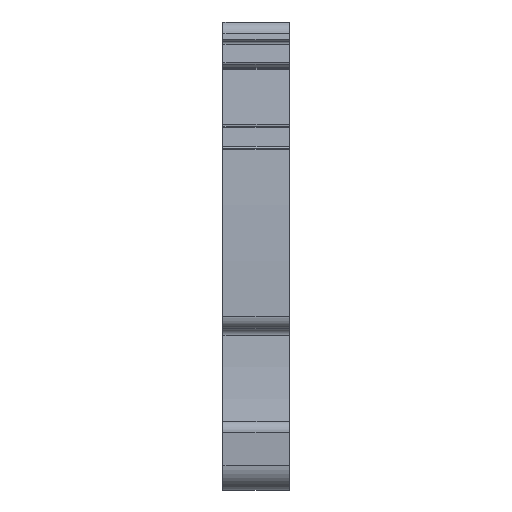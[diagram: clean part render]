
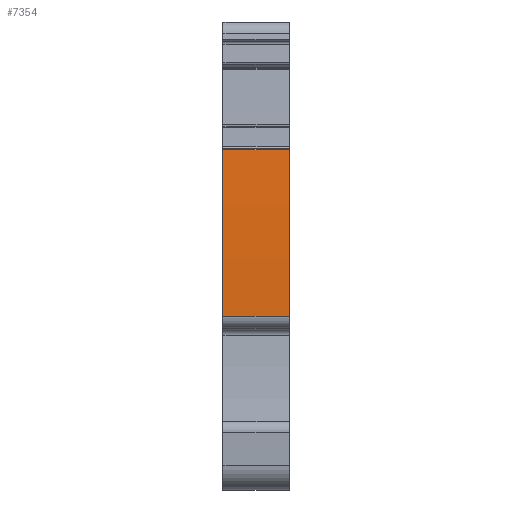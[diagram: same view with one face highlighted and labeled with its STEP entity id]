
A CAD part, front view. The second image highlights one B-rep face of the part: STEP entity #7354.
In plain terms, the highlighted cylindrical face has radius 154.9 mm (diameter 309.8 mm), a partial arc.
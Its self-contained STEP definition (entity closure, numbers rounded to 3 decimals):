
#1500=AXIS2_PLACEMENT_3D('Circle Axis2P3D',#1498,#1499,$) ;
#1507=AXIS2_PLACEMENT_3D('Circle Axis2P3D',#1505,#1506,$) ;
#4355=AXIS2_PLACEMENT_3D('Circle Axis2P3D',#4353,#4354,$) ;
#4362=AXIS2_PLACEMENT_3D('Circle Axis2P3D',#4360,#4361,$) ;
#6687=AXIS2_PLACEMENT_3D('Cylinder Axis2P3D',#6684,#6685,#6686) ;
#1495=CARTESIAN_POINT('Vertex',(5.1,1.761,26.266)) ;
#1498=CARTESIAN_POINT('Axis2P3D Location',(5.1,156.386,17.05)) ;
#1502=CARTESIAN_POINT('Vertex',(5.1,1.528,13.45)) ;
#1505=CARTESIAN_POINT('Axis2P3D Location',(5.1,156.238,17.047)) ;
#1509=CARTESIAN_POINT('Vertex',(5.1,1.529,13.427)) ;
#4350=CARTESIAN_POINT('Vertex',(0.,1.529,13.427)) ;
#4353=CARTESIAN_POINT('Axis2P3D Location',(0.,2.529,13.45)) ;
#4357=CARTESIAN_POINT('Vertex',(0.,1.528,13.45)) ;
#4360=CARTESIAN_POINT('Axis2P3D Location',(0.,156.386,17.05)) ;
#4364=CARTESIAN_POINT('Vertex',(0.,1.761,26.266)) ;
#6684=CARTESIAN_POINT('Axis2P3D Location',(2.55,156.386,17.05)) ;
#7327=CARTESIAN_POINT('Line Origine',(2.55,1.761,26.266)) ;
#7341=CARTESIAN_POINT('Line Origine',(2.55,1.529,13.427)) ;
#1499=DIRECTION('Axis2P3D Direction',(1.,0.,0.)) ;
#1506=DIRECTION('Axis2P3D Direction',(1.,0.,0.)) ;
#4354=DIRECTION('Axis2P3D Direction',(1.,0.,0.)) ;
#4361=DIRECTION('Axis2P3D Direction',(1.,0.,0.)) ;
#6685=DIRECTION('Axis2P3D Direction',(1.,0.,0.)) ;
#6686=DIRECTION('Axis2P3D XDirection',(0.,-0.993,0.118)) ;
#7328=DIRECTION('Vector Direction',(1.,0.,0.)) ;
#7342=DIRECTION('Vector Direction',(1.,0.,0.)) ;
#7329=VECTOR('Line Direction',#7328,1.) ;
#7343=VECTOR('Line Direction',#7342,1.) ;
#7347=ORIENTED_EDGE('',*,*,#7331,.F.) ;
#7348=ORIENTED_EDGE('',*,*,#4366,.T.) ;
#7349=ORIENTED_EDGE('',*,*,#4359,.T.) ;
#7350=ORIENTED_EDGE('',*,*,#7345,.T.) ;
#7351=ORIENTED_EDGE('',*,*,#1511,.F.) ;
#7352=ORIENTED_EDGE('',*,*,#1504,.F.) ;
#7354=ADVANCED_FACE('MLD_1',(#7353),#6688,.T.) ;
#1501=CIRCLE('generated circle',#1500,154.9) ;
#1508=CIRCLE('generated circle',#1507,154.752) ;
#4356=CIRCLE('generated circle',#4355,1.) ;
#4363=CIRCLE('generated circle',#4362,154.9) ;
#6688=CYLINDRICAL_SURFACE('generated cylinder',#6687,154.9) ;
#1504=EDGE_CURVE('',#1496,#1503,#1501,.T.) ;
#1511=EDGE_CURVE('',#1503,#1510,#1508,.T.) ;
#4359=EDGE_CURVE('',#4358,#4351,#4356,.T.) ;
#4366=EDGE_CURVE('',#4365,#4358,#4363,.T.) ;
#7331=EDGE_CURVE('',#4365,#1496,#7330,.T.) ;
#7345=EDGE_CURVE('',#4351,#1510,#7344,.T.) ;
#7346=EDGE_LOOP('',(#7347,#7348,#7349,#7350,#7351,#7352)) ;
#7353=FACE_OUTER_BOUND('',#7346,.T.) ;
#7330=LINE('Line',#7327,#7329) ;
#7344=LINE('Line',#7341,#7343) ;
#1496=VERTEX_POINT('',#1495) ;
#1503=VERTEX_POINT('',#1502) ;
#1510=VERTEX_POINT('',#1509) ;
#4351=VERTEX_POINT('',#4350) ;
#4358=VERTEX_POINT('',#4357) ;
#4365=VERTEX_POINT('',#4364) ;
